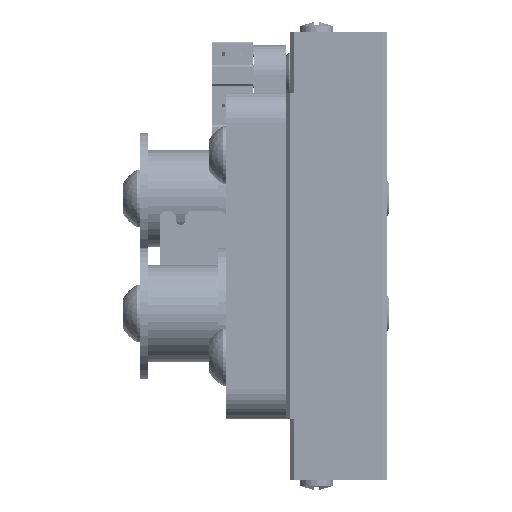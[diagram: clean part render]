
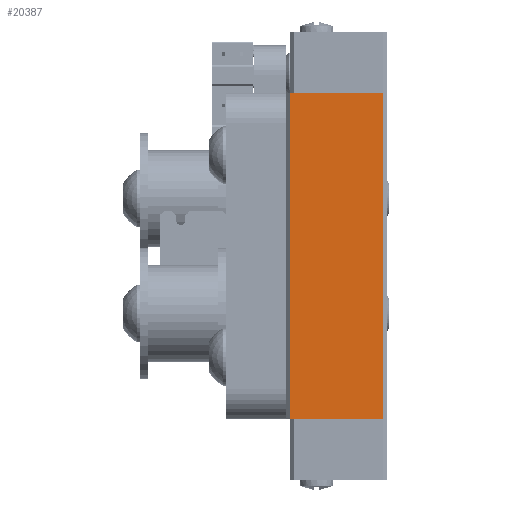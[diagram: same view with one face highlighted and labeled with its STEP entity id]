
A CAD part, left-side view. The second image highlights one B-rep face of the part: STEP entity #20387.
In plain terms, the highlighted planar face has unit normal (-1, 0, 0).
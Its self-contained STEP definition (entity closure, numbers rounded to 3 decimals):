
#1758=PLANE('',#21813);
#2574=FACE_OUTER_BOUND('',#3718,.T.);
#3718=EDGE_LOOP('',(#16363,#16364,#16365,#16366));
#5531=LINE('',#30923,#7458);
#5565=LINE('',#30992,#7492);
#5566=LINE('',#30994,#7493);
#5567=LINE('',#30995,#7494);
#7458=VECTOR('',#25170,1.);
#7492=VECTOR('',#25258,1.);
#7493=VECTOR('',#25259,1.);
#7494=VECTOR('',#25260,1.);
#9822=VERTEX_POINT('',#30920);
#9823=VERTEX_POINT('',#30922);
#9831=VERTEX_POINT('',#30991);
#9832=VERTEX_POINT('',#30993);
#12169=EDGE_CURVE('',#9823,#9822,#5531,.T.);
#12203=EDGE_CURVE('',#9831,#9822,#5565,.T.);
#12204=EDGE_CURVE('',#9832,#9831,#5566,.T.);
#12205=EDGE_CURVE('',#9832,#9823,#5567,.T.);
#16363=ORIENTED_EDGE('',*,*,#12169,.T.);
#16364=ORIENTED_EDGE('',*,*,#12203,.F.);
#16365=ORIENTED_EDGE('',*,*,#12204,.F.);
#16366=ORIENTED_EDGE('',*,*,#12205,.T.);
#20387=ADVANCED_FACE('',(#2574),#1758,.T.);
#21813=AXIS2_PLACEMENT_3D('',#30990,#25256,#25257);
#25170=DIRECTION('',(0.,0.,1.));
#25256=DIRECTION('center_axis',(-1.,0.,0.));
#25257=DIRECTION('ref_axis',(0.,0.,-1.));
#25258=DIRECTION('',(0.,-1.,0.));
#25259=DIRECTION('',(0.,0.,1.));
#25260=DIRECTION('',(0.,-1.,0.));
#30920=CARTESIAN_POINT('',(-13.5,6.,12.6));
#30922=CARTESIAN_POINT('',(-13.5,6.,3.4));
#30923=CARTESIAN_POINT('',(-13.5,6.,3.4));
#30990=CARTESIAN_POINT('Origin',(-13.5,38.4,3.4));
#30991=CARTESIAN_POINT('',(-13.5,38.4,12.6));
#30992=CARTESIAN_POINT('',(-13.5,38.4,12.6));
#30993=CARTESIAN_POINT('',(-13.5,38.4,3.4));
#30994=CARTESIAN_POINT('',(-13.5,38.4,3.4));
#30995=CARTESIAN_POINT('',(-13.5,38.4,3.4));
